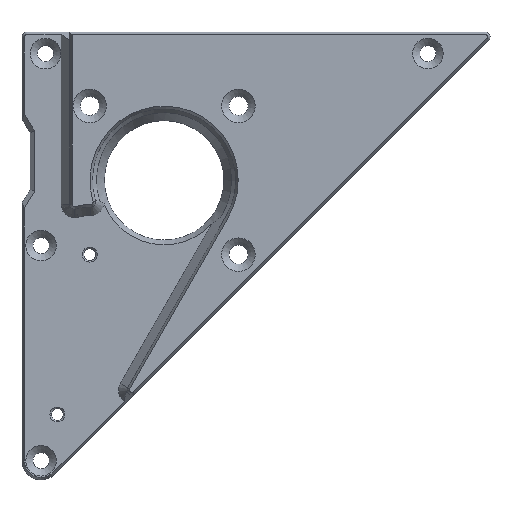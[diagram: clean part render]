
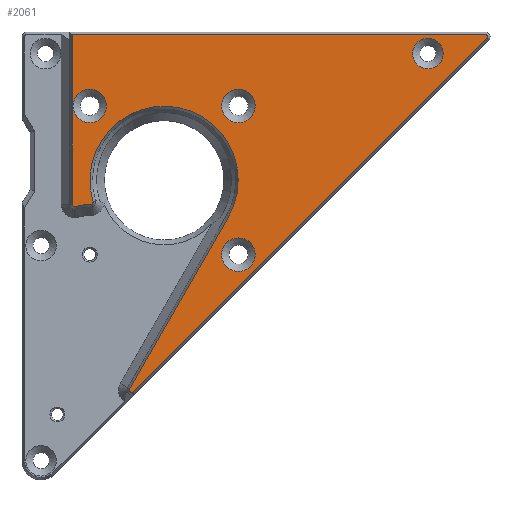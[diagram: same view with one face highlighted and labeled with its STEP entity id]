
A CAD part, top view. The second image highlights one B-rep face of the part: STEP entity #2061.
In plain terms, the highlighted planar face has unit normal (0, 0, 1).
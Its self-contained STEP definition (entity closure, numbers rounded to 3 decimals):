
#1477=CARTESIAN_POINT('',(557.068,34.551,36.));
#1478=VERTEX_POINT('',#1477);
#1485=CARTESIAN_POINT('',(556.635,35.301,36.));
#1486=VERTEX_POINT('',#1485);
#1487=CARTESIAN_POINT('',(557.068,35.051,36.));
#1488=DIRECTION('',(0.,-0.,-1.));
#1489=DIRECTION('',(0.,-1.,0.));
#1490=AXIS2_PLACEMENT_3D('',#1487,#1488,#1489);
#1491=CIRCLE('',#1490,0.5);
#1492=EDGE_CURVE('',#1478,#1486,#1491,.T.);
#1588=CARTESIAN_POINT('',(577.244,71.253,36.));
#1589=VERTEX_POINT('',#1588);
#1596=CARTESIAN_POINT('',(548.939,74.546,36.));
#1597=VERTEX_POINT('',#1596);
#1598=CARTESIAN_POINT('',(563.796,78.962,36.));
#1599=DIRECTION('',(0.,0.,1.));
#1600=DIRECTION('',(0.,1.,-0.));
#1601=AXIS2_PLACEMENT_3D('',#1598,#1599,#1600);
#1602=CIRCLE('',#1601,15.5);
#1603=EDGE_CURVE('',#1589,#1597,#1602,.T.);
#1623=CARTESIAN_POINT('',(548.46,73.903,36.));
#1624=VERTEX_POINT('',#1623);
#1631=CARTESIAN_POINT('',(548.45,73.903,36.));
#1632=VERTEX_POINT('',#1631);
#1633=CARTESIAN_POINT('',(548.46,74.403,36.));
#1634=DIRECTION('',(0.,-0.,-1.));
#1635=DIRECTION('',(0.,-1.,0.));
#1636=AXIS2_PLACEMENT_3D('',#1633,#1634,#1635);
#1637=CIRCLE('',#1636,0.5);
#1638=EDGE_CURVE('',#1624,#1632,#1637,.T.);
#1873=CARTESIAN_POINT('',(557.421,34.697,36.));
#1874=VERTEX_POINT('',#1873);
#1882=CARTESIAN_POINT('',(631.332,108.608,36.));
#1883=VERTEX_POINT('',#1882);
#1891=CARTESIAN_POINT('',(631.332,108.608,36.));
#1892=DIRECTION('',(-0.707,-0.707,-0.));
#1893=VECTOR('',#1892,104.526);
#1894=LINE('',#1891,#1893);
#1895=EDGE_CURVE('',#1883,#1874,#1894,.T.);
#1900=CARTESIAN_POINT('',(518.971,136.962,36.));
#1901=DIRECTION('',(0.,-0.,-1.));
#1902=DIRECTION('',(0.,-1.,0.));
#1903=AXIS2_PLACEMENT_3D('',#1900,#1901,#1902);
#1904=PLANE('',#1903);
#1905=ORIENTED_EDGE('',*,*,#1895,.F.);
#1906=CARTESIAN_POINT('',(630.979,109.462,36.));
#1907=VERTEX_POINT('',#1906);
#1908=CARTESIAN_POINT('',(630.979,108.962,36.));
#1909=DIRECTION('',(0.,-0.,-1.));
#1910=DIRECTION('',(0.,-1.,0.));
#1911=AXIS2_PLACEMENT_3D('',#1908,#1909,#1910);
#1912=CIRCLE('',#1911,0.5);
#1913=EDGE_CURVE('',#1907,#1883,#1912,.T.);
#1914=ORIENTED_EDGE('',*,*,#1913,.F.);
#1915=CARTESIAN_POINT('',(544.571,109.462,36.));
#1916=VERTEX_POINT('',#1915);
#1917=CARTESIAN_POINT('',(544.571,109.462,36.));
#1918=DIRECTION('',(1.,0.,-0.));
#1919=VECTOR('',#1918,86.407);
#1920=LINE('',#1917,#1919);
#1921=EDGE_CURVE('',#1916,#1907,#1920,.T.);
#1922=ORIENTED_EDGE('',*,*,#1921,.F.);
#1923=CARTESIAN_POINT('',(544.571,73.939,36.));
#1924=VERTEX_POINT('',#1923);
#1925=CARTESIAN_POINT('',(544.571,73.939,36.));
#1926=DIRECTION('',(0.,1.,-0.));
#1927=VECTOR('',#1926,35.523);
#1928=LINE('',#1925,#1927);
#1929=EDGE_CURVE('',#1924,#1916,#1928,.T.);
#1930=ORIENTED_EDGE('',*,*,#1929,.F.);
#1931=CARTESIAN_POINT('',(545.071,73.439,36.));
#1932=VERTEX_POINT('',#1931);
#1933=CARTESIAN_POINT('',(545.071,73.939,36.));
#1934=DIRECTION('',(0.,-0.,-1.));
#1935=DIRECTION('',(0.,-1.,0.));
#1936=AXIS2_PLACEMENT_3D('',#1933,#1934,#1935);
#1937=CIRCLE('',#1936,0.5);
#1938=EDGE_CURVE('',#1932,#1924,#1937,.T.);
#1939=ORIENTED_EDGE('',*,*,#1938,.F.);
#1940=CARTESIAN_POINT('',(545.215,73.46,36.));
#1941=VERTEX_POINT('',#1940);
#1942=CARTESIAN_POINT('',(545.071,73.939,36.));
#1943=DIRECTION('',(0.,-0.,-1.));
#1944=DIRECTION('',(0.,-1.,0.));
#1945=AXIS2_PLACEMENT_3D('',#1942,#1943,#1944);
#1946=CIRCLE('',#1945,0.5);
#1947=EDGE_CURVE('',#1941,#1932,#1946,.T.);
#1948=ORIENTED_EDGE('',*,*,#1947,.F.);
#1949=CARTESIAN_POINT('',(548.24,63.405,36.));
#1950=DIRECTION('',(0.,0.,1.));
#1951=DIRECTION('',(0.,1.,-0.));
#1952=AXIS2_PLACEMENT_3D('',#1949,#1950,#1951);
#1953=CIRCLE('',#1952,10.5);
#1954=EDGE_CURVE('',#1632,#1941,#1953,.T.);
#1955=ORIENTED_EDGE('',*,*,#1954,.F.);
#1956=ORIENTED_EDGE('',*,*,#1638,.F.);
#1957=CARTESIAN_POINT('',(548.46,74.403,36.));
#1958=DIRECTION('',(0.,-0.,-1.));
#1959=DIRECTION('',(0.,-1.,0.));
#1960=AXIS2_PLACEMENT_3D('',#1957,#1958,#1959);
#1961=CIRCLE('',#1960,0.5);
#1962=EDGE_CURVE('',#1597,#1624,#1961,.T.);
#1963=ORIENTED_EDGE('',*,*,#1962,.F.);
#1964=ORIENTED_EDGE('',*,*,#1603,.F.);
#1965=CARTESIAN_POINT('',(556.635,35.301,36.));
#1966=DIRECTION('',(0.497,0.868,-0.));
#1967=VECTOR('',#1966,41.441);
#1968=LINE('',#1965,#1967);
#1969=EDGE_CURVE('',#1486,#1589,#1968,.T.);
#1970=ORIENTED_EDGE('',*,*,#1969,.F.);
#1971=ORIENTED_EDGE('',*,*,#1492,.F.);
#1972=CARTESIAN_POINT('',(557.068,35.051,36.));
#1973=DIRECTION('',(0.,-0.,-1.));
#1974=DIRECTION('',(0.,-1.,0.));
#1975=AXIS2_PLACEMENT_3D('',#1972,#1973,#1974);
#1976=CIRCLE('',#1975,0.5);
#1977=EDGE_CURVE('',#1874,#1478,#1976,.T.);
#1978=ORIENTED_EDGE('',*,*,#1977,.F.);
#1979=EDGE_LOOP('',(#1905,#1914,#1922,#1930,#1939,#1948,#1955,#1956,#1963,#1964,#1970,#1971,#1978));
#1980=FACE_BOUND('',#1979,.T.);
#1981=CARTESIAN_POINT('',(579.353,91.018,36.));
#1982=VERTEX_POINT('',#1981);
#1983=CARTESIAN_POINT('',(579.353,98.018,36.));
#1984=VERTEX_POINT('',#1983);
#1985=CARTESIAN_POINT('',(579.353,94.518,36.));
#1986=DIRECTION('',(0.,0.,1.));
#1987=DIRECTION('',(0.,1.,-0.));
#1988=AXIS2_PLACEMENT_3D('',#1985,#1986,#1987);
#1989=CIRCLE('',#1988,3.5);
#1990=EDGE_CURVE('',#1982,#1984,#1989,.T.);
#1991=ORIENTED_EDGE('',*,*,#1990,.F.);
#1992=CARTESIAN_POINT('',(579.353,94.518,36.));
#1993=DIRECTION('',(0.,0.,1.));
#1994=DIRECTION('',(0.,1.,-0.));
#1995=AXIS2_PLACEMENT_3D('',#1992,#1993,#1994);
#1996=CIRCLE('',#1995,3.5);
#1997=EDGE_CURVE('',#1984,#1982,#1996,.T.);
#1998=ORIENTED_EDGE('',*,*,#1997,.F.);
#1999=EDGE_LOOP('',(#1991,#1998));
#2000=FACE_BOUND('',#1999,.T.);
#2001=CARTESIAN_POINT('',(548.24,91.018,36.));
#2002=VERTEX_POINT('',#2001);
#2003=CARTESIAN_POINT('',(548.24,98.018,36.));
#2004=VERTEX_POINT('',#2003);
#2005=CARTESIAN_POINT('',(548.24,94.518,36.));
#2006=DIRECTION('',(0.,0.,1.));
#2007=DIRECTION('',(0.,1.,-0.));
#2008=AXIS2_PLACEMENT_3D('',#2005,#2006,#2007);
#2009=CIRCLE('',#2008,3.5);
#2010=EDGE_CURVE('',#2002,#2004,#2009,.T.);
#2011=ORIENTED_EDGE('',*,*,#2010,.F.);
#2012=CARTESIAN_POINT('',(548.24,94.518,36.));
#2013=DIRECTION('',(0.,0.,1.));
#2014=DIRECTION('',(0.,1.,-0.));
#2015=AXIS2_PLACEMENT_3D('',#2012,#2013,#2014);
#2016=CIRCLE('',#2015,3.5);
#2017=EDGE_CURVE('',#2004,#2002,#2016,.T.);
#2018=ORIENTED_EDGE('',*,*,#2017,.F.);
#2019=EDGE_LOOP('',(#2011,#2018));
#2020=FACE_BOUND('',#2019,.T.);
#2021=CARTESIAN_POINT('',(579.353,59.905,36.));
#2022=VERTEX_POINT('',#2021);
#2023=CARTESIAN_POINT('',(579.353,66.905,36.));
#2024=VERTEX_POINT('',#2023);
#2025=CARTESIAN_POINT('',(579.353,63.405,36.));
#2026=DIRECTION('',(0.,0.,1.));
#2027=DIRECTION('',(0.,1.,-0.));
#2028=AXIS2_PLACEMENT_3D('',#2025,#2026,#2027);
#2029=CIRCLE('',#2028,3.5);
#2030=EDGE_CURVE('',#2022,#2024,#2029,.T.);
#2031=ORIENTED_EDGE('',*,*,#2030,.F.);
#2032=CARTESIAN_POINT('',(579.353,63.405,36.));
#2033=DIRECTION('',(0.,0.,1.));
#2034=DIRECTION('',(0.,1.,-0.));
#2035=AXIS2_PLACEMENT_3D('',#2032,#2033,#2034);
#2036=CIRCLE('',#2035,3.5);
#2037=EDGE_CURVE('',#2024,#2022,#2036,.T.);
#2038=ORIENTED_EDGE('',*,*,#2037,.F.);
#2039=EDGE_LOOP('',(#2031,#2038));
#2040=FACE_BOUND('',#2039,.T.);
#2041=CARTESIAN_POINT('',(618.971,102.262,36.));
#2042=VERTEX_POINT('',#2041);
#2043=CARTESIAN_POINT('',(618.971,108.662,36.));
#2044=VERTEX_POINT('',#2043);
#2045=CARTESIAN_POINT('',(618.971,105.462,36.));
#2046=DIRECTION('',(0.,0.,1.));
#2047=DIRECTION('',(0.,1.,-0.));
#2048=AXIS2_PLACEMENT_3D('',#2045,#2046,#2047);
#2049=CIRCLE('',#2048,3.2);
#2050=EDGE_CURVE('',#2042,#2044,#2049,.T.);
#2051=ORIENTED_EDGE('',*,*,#2050,.F.);
#2052=CARTESIAN_POINT('',(618.971,105.462,36.));
#2053=DIRECTION('',(0.,0.,1.));
#2054=DIRECTION('',(0.,1.,-0.));
#2055=AXIS2_PLACEMENT_3D('',#2052,#2053,#2054);
#2056=CIRCLE('',#2055,3.2);
#2057=EDGE_CURVE('',#2044,#2042,#2056,.T.);
#2058=ORIENTED_EDGE('',*,*,#2057,.F.);
#2059=EDGE_LOOP('',(#2051,#2058));
#2060=FACE_BOUND('',#2059,.T.);
#2061=ADVANCED_FACE('',(#1980,#2000,#2020,#2040,#2060),#1904,.F.);
